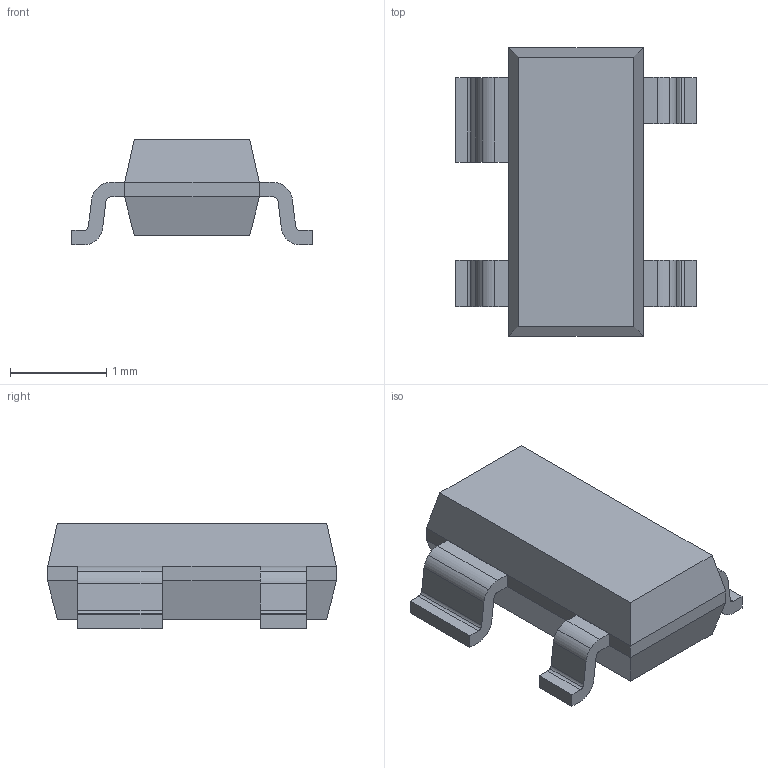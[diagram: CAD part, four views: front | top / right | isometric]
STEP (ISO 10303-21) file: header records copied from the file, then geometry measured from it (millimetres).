
FILE_DESCRIPTION((''),'2;1');
FILE_NAME('SOT143N.stp','2009-12-08T11:44:03',(''),(''),'Mechanical Desktop 2006','Mechanical Desktop 2006',', , ');
FILE_SCHEMA(('AUTOMOTIVE_DESIGN { 1 2 10303 214 0 1 1 1 }'));
Length unit declared in the file: millimetre
Products named in the file (1): Product
Bounding box: 2.5 x 3 x 1.1 mm (x, y, z)
Volume: 4.2 mm3; surface area: 21.4 mm2
Topology: 5 solids, 5 shells, 86 faces, 220 edges, 144 vertices
Faces by surface type: bspline 36, plane 34, cylinder 16
Entity records: 2860 total; most frequent: CARTESIAN_POINT 783, ORIENTED_EDGE 440, DIRECTION 386, EDGE_CURVE 220, VECTOR 156, LINE 156, VERTEX_POINT 144, AXIS2_PLACEMENT_3D 115
